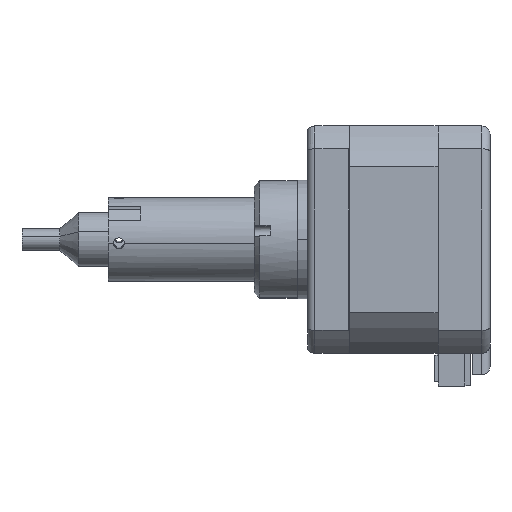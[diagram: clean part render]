
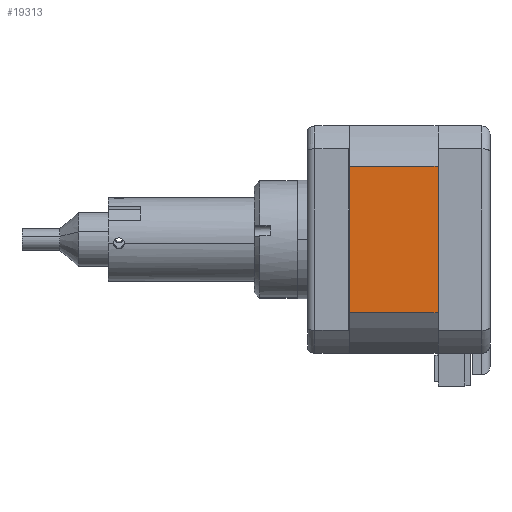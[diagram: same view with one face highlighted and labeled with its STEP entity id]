
A CAD part, left-side view. The second image highlights one B-rep face of the part: STEP entity #19313.
In plain terms, the highlighted planar face has unit normal (-1, 0, 0).
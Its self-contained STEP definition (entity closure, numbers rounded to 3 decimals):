
#446 = DIRECTION ( 'NONE',  ( 0., 0., -1. ) ) ;
#840 = ORIENTED_EDGE ( 'NONE', *, *, #6842, .F. ) ;
#1304 = DIRECTION ( 'NONE',  ( 0., 1., 0. ) ) ;
#1533 = EDGE_CURVE ( 'NONE', #3610, #12632, #17844, .T. ) ;
#1609 = CARTESIAN_POINT ( 'NONE',  ( -6.284, 10.703, -10.341 ) ) ;
#1927 = EDGE_LOOP ( 'NONE', ( #15948, #13788, #840, #9927 ) ) ;
#2604 = PLANE ( 'NONE',  #2723 ) ;
#2723 = AXIS2_PLACEMENT_3D ( 'NONE', #13483, #15104, #5725 ) ;
#3442 = VERTEX_POINT ( 'NONE', #15686 ) ;
#3610 = VERTEX_POINT ( 'NONE', #4482 ) ;
#4482 = CARTESIAN_POINT ( 'NONE',  ( -6.284, 10.703, 16.848 ) ) ;
#5725 = DIRECTION ( 'NONE',  ( 0., 1., 0. ) ) ;
#6247 = FACE_OUTER_BOUND ( 'NONE', #1927, .T. ) ;
#6343 = EDGE_CURVE ( 'NONE', #3442, #3610, #8384, .T. ) ;
#6842 = EDGE_CURVE ( 'NONE', #3442, #20083, #20074, .T. ) ;
#8108 = CARTESIAN_POINT ( 'NONE',  ( -6.284, -5.797, -10.341 ) ) ;
#8318 = CARTESIAN_POINT ( 'NONE',  ( -6.284, 10.703, -10.341 ) ) ;
#8384 = LINE ( 'NONE', #16143, #15781 ) ;
#9415 = VECTOR ( 'NONE', #19765, 1000. ) ;
#9927 = ORIENTED_EDGE ( 'NONE', *, *, #6343, .T. ) ;
#10245 = EDGE_CURVE ( 'NONE', #20083, #12632, #16976, .T. ) ;
#11344 = CARTESIAN_POINT ( 'NONE',  ( -6.284, -5.797, -10.341 ) ) ;
#12058 = VECTOR ( 'NONE', #446, 1000. ) ;
#12067 = CARTESIAN_POINT ( 'NONE',  ( -6.284, -5.797, -10.341 ) ) ;
#12632 = VERTEX_POINT ( 'NONE', #8318 ) ;
#13224 = VECTOR ( 'NONE', #1304, 1000. ) ;
#13483 = CARTESIAN_POINT ( 'NONE',  ( -6.284, -5.797, -10.341 ) ) ;
#13788 = ORIENTED_EDGE ( 'NONE', *, *, #10245, .F. ) ;
#14598 = DIRECTION ( 'NONE',  ( 0., 1., 0. ) ) ;
#15104 = DIRECTION ( 'NONE',  ( 1., 0., 0. ) ) ;
#15686 = CARTESIAN_POINT ( 'NONE',  ( -6.284, -5.797, 16.848 ) ) ;
#15781 = VECTOR ( 'NONE', #14598, 1000. ) ;
#15948 = ORIENTED_EDGE ( 'NONE', *, *, #1533, .T. ) ;
#16143 = CARTESIAN_POINT ( 'NONE',  ( -6.284, -5.797, 16.848 ) ) ;
#16976 = LINE ( 'NONE', #12067, #13224 ) ;
#17844 = LINE ( 'NONE', #1609, #9415 ) ;
#19313 = ADVANCED_FACE ( 'NONE', ( #6247 ), #2604, .F. ) ;
#19765 = DIRECTION ( 'NONE',  ( 0., 0., -1. ) ) ;
#20074 = LINE ( 'NONE', #11344, #12058 ) ;
#20083 = VERTEX_POINT ( 'NONE', #8108 ) ;
